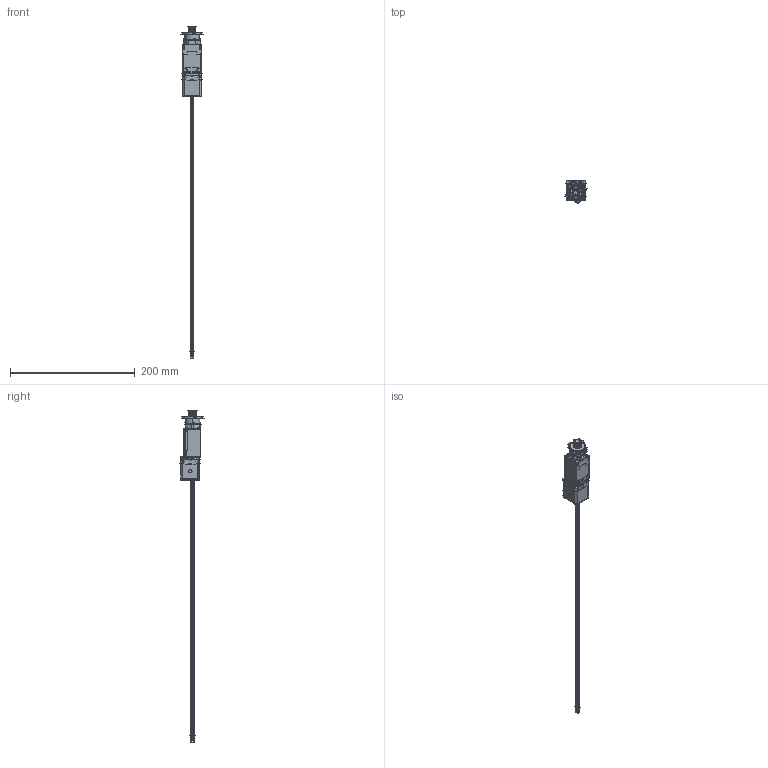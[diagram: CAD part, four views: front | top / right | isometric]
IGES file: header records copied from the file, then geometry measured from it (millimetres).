
Start section:  PTC IGES file: 220511.igs
Global section: file name: 220511.igs; native system: Creo Parametric by PTC Inc.; preprocessor: 2019292; author: PDMAdmin; organization: Unknown; date: 20201106.144958; units: millimetre
Bounding box: 35.66 x 38.55 x 532.39 mm (x, y, z)
Volume: 155405 mm3; surface area: 834928.4 mm2
Topology: 16 solids, 16 shells, 3680 faces, 23202 edges, 32383 vertices
Faces by surface type: bspline 2382, revolution 1298
